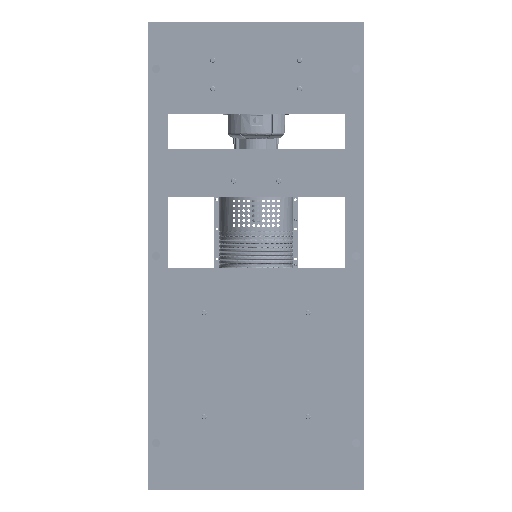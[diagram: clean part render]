
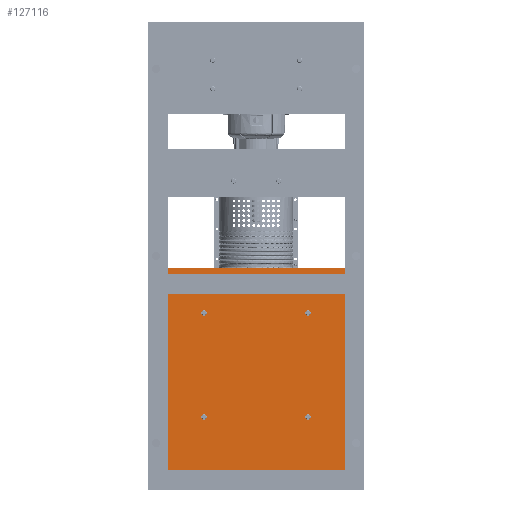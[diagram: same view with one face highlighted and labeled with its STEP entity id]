
A CAD part, front view. The second image highlights one B-rep face of the part: STEP entity #127116.
In plain terms, the highlighted planar face has unit normal (0, -1, 0).
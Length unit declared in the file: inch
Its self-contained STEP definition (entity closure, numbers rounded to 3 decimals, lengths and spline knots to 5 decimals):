
#436 = AXIS2_PLACEMENT_3D ( 'NONE', #159781, #329057, #72331 ) ;
#1328 = LINE ( 'NONE', #114831, #270524 ) ;
#3954 = EDGE_CURVE ( 'NONE', #156423, #273982, #234464, .T. ) ;
#6182 = DIRECTION ( 'NONE',  ( 0., -1., 0. ) ) ;
#7616 = VERTEX_POINT ( 'NONE', #29633 ) ;
#9349 = VERTEX_POINT ( 'NONE', #129452 ) ;
#15136 = CIRCLE ( 'NONE', #223135, 0.265 ) ;
#18073 = DIRECTION ( 'NONE',  ( 0., 0., 1. ) ) ;
#21334 = CARTESIAN_POINT ( 'NONE',  ( -3.82324, 0., -5. ) ) ;
#29633 = CARTESIAN_POINT ( 'NONE',  ( -10.5, 0., -10.04 ) ) ;
#37444 = CARTESIAN_POINT ( 'NONE',  ( 5.91176, 0., 5. ) ) ;
#38768 = DIRECTION ( 'NONE',  ( 0., 0., -1. ) ) ;
#48037 = PLANE ( 'NONE',  #436 ) ;
#49491 = CIRCLE ( 'NONE', #251651, 0.265 ) ;
#57272 = VERTEX_POINT ( 'NONE', #143630 ) ;
#58005 = AXIS2_PLACEMENT_3D ( 'NONE', #82176, #251466, #229105 ) ;
#58739 = EDGE_CURVE ( 'NONE', #273982, #156423, #49491, .T. ) ;
#63651 = EDGE_CURVE ( 'NONE', #9349, #316499, #1328, .T. ) ;
#65319 = CARTESIAN_POINT ( 'NONE',  ( -3.55824, 0., -5. ) ) ;
#65550 = DIRECTION ( 'NONE',  ( 0., -1., 0. ) ) ;
#70299 = LINE ( 'NONE', #325207, #176222 ) ;
#72331 = DIRECTION ( 'NONE',  ( 0., 0., 1. ) ) ;
#76103 = CIRCLE ( 'NONE', #58005, 0.265 ) ;
#78447 = EDGE_LOOP ( 'NONE', ( #93954, #325054 ) ) ;
#79144 = DIRECTION ( 'NONE',  ( 0., -1., 0. ) ) ;
#82176 = CARTESIAN_POINT ( 'NONE',  ( 6.17676, 0., 5. ) ) ;
#82530 = EDGE_CURVE ( 'NONE', #321197, #98564, #114858, .T. ) ;
#85444 = CIRCLE ( 'NONE', #204176, 0.265 ) ;
#86027 = VECTOR ( 'NONE', #18073, 39.37008 ) ;
#93954 = ORIENTED_EDGE ( 'NONE', *, *, #243331, .F. ) ;
#94262 = DIRECTION ( 'NONE',  ( 0., 0., 1. ) ) ;
#97299 = ORIENTED_EDGE ( 'NONE', *, *, #105600, .F. ) ;
#97984 = CARTESIAN_POINT ( 'NONE',  ( 5.91176, 0., -5. ) ) ;
#98564 = VERTEX_POINT ( 'NONE', #152540 ) ;
#105600 = EDGE_CURVE ( 'NONE', #118262, #265878, #15136, .T. ) ;
#114202 = DIRECTION ( 'NONE',  ( 0., 0., 1. ) ) ;
#114831 = CARTESIAN_POINT ( 'NONE',  ( -10.5, 0., 10.04 ) ) ;
#114858 = CIRCLE ( 'NONE', #209925, 0.265 ) ;
#118262 = VERTEX_POINT ( 'NONE', #138645 ) ;
#121582 = AXIS2_PLACEMENT_3D ( 'NONE', #307959, #79144, #304318 ) ;
#124583 = EDGE_CURVE ( 'NONE', #98564, #321197, #368331, .T. ) ;
#126727 = ORIENTED_EDGE ( 'NONE', *, *, #58739, .F. ) ;
#127116 = ADVANCED_FACE ( 'NONE', ( #185851, #191346, #356971, #304844, #221084 ), #48037, .F. ) ;
#129452 = CARTESIAN_POINT ( 'NONE',  ( -10.5, 0., 10.04 ) ) ;
#137212 = CARTESIAN_POINT ( 'NONE',  ( 6.44176, 0., 5. ) ) ;
#138645 = CARTESIAN_POINT ( 'NONE',  ( -4.08824, 0., -5. ) ) ;
#143158 = EDGE_CURVE ( 'NONE', #316499, #57272, #236057, .T. ) ;
#143630 = CARTESIAN_POINT ( 'NONE',  ( 10.5, 0., -10.04 ) ) ;
#149399 = ORIENTED_EDGE ( 'NONE', *, *, #124583, .F. ) ;
#150643 = EDGE_LOOP ( 'NONE', ( #340502, #282540, #304591, #332916 ) ) ;
#152540 = CARTESIAN_POINT ( 'NONE',  ( -3.55824, 0., 5. ) ) ;
#153730 = VERTEX_POINT ( 'NONE', #37444 ) ;
#156423 = VERTEX_POINT ( 'NONE', #97984 ) ;
#159781 = CARTESIAN_POINT ( 'NONE',  ( 0., 0., 0. ) ) ;
#163991 = CARTESIAN_POINT ( 'NONE',  ( -3.82324, 0., 5. ) ) ;
#176222 = VECTOR ( 'NONE', #256115, 39.37008 ) ;
#185851 = FACE_BOUND ( 'NONE', #307714, .T. ) ;
#191346 = FACE_BOUND ( 'NONE', #342497, .T. ) ;
#204176 = AXIS2_PLACEMENT_3D ( 'NONE', #231372, #6182, #114202 ) ;
#207488 = DIRECTION ( 'NONE',  ( 0., 0., 1. ) ) ;
#208124 = CARTESIAN_POINT ( 'NONE',  ( 10.5, 0., -10.04 ) ) ;
#209925 = AXIS2_PLACEMENT_3D ( 'NONE', #322804, #259656, #207488 ) ;
#210378 = CIRCLE ( 'NONE', #293517, 0.265 ) ;
#210632 = CARTESIAN_POINT ( 'NONE',  ( -3.82324, 0., -5. ) ) ;
#221084 = FACE_OUTER_BOUND ( 'NONE', #150643, .T. ) ;
#223135 = AXIS2_PLACEMENT_3D ( 'NONE', #210632, #65550, #322317 ) ;
#228347 = DIRECTION ( 'NONE',  ( 1., 0., 0. ) ) ;
#229105 = DIRECTION ( 'NONE',  ( 0., 0., 1. ) ) ;
#231119 = EDGE_CURVE ( 'NONE', #7616, #9349, #310067, .T. ) ;
#231372 = CARTESIAN_POINT ( 'NONE',  ( 6.17676, 0., 5. ) ) ;
#232902 = CARTESIAN_POINT ( 'NONE',  ( 6.44176, 0., -5. ) ) ;
#234464 = CIRCLE ( 'NONE', #121582, 0.265 ) ;
#236057 = LINE ( 'NONE', #208124, #315383 ) ;
#243331 = EDGE_CURVE ( 'NONE', #153730, #308341, #76103, .T. ) ;
#248313 = DIRECTION ( 'NONE',  ( 0., -1., 0. ) ) ;
#248703 = ORIENTED_EDGE ( 'NONE', *, *, #333288, .F. ) ;
#251466 = DIRECTION ( 'NONE',  ( 0., -1., 0. ) ) ;
#251651 = AXIS2_PLACEMENT_3D ( 'NONE', #349112, #321253, #94262 ) ;
#256115 = DIRECTION ( 'NONE',  ( -1., 0., 0. ) ) ;
#259656 = DIRECTION ( 'NONE',  ( 0., -1., 0. ) ) ;
#265345 = EDGE_CURVE ( 'NONE', #57272, #7616, #70299, .T. ) ;
#265878 = VERTEX_POINT ( 'NONE', #65319 ) ;
#270524 = VECTOR ( 'NONE', #228347, 39.37008 ) ;
#272980 = CARTESIAN_POINT ( 'NONE',  ( -10.5, 0., -10.04 ) ) ;
#273982 = VERTEX_POINT ( 'NONE', #232902 ) ;
#282540 = ORIENTED_EDGE ( 'NONE', *, *, #63651, .F. ) ;
#284321 = ORIENTED_EDGE ( 'NONE', *, *, #3954, .F. ) ;
#290949 = CARTESIAN_POINT ( 'NONE',  ( 10.5, 0., 10.04 ) ) ;
#293517 = AXIS2_PLACEMENT_3D ( 'NONE', #21334, #248313, #361802 ) ;
#300817 = EDGE_LOOP ( 'NONE', ( #334596, #149399 ) ) ;
#303566 = DIRECTION ( 'NONE',  ( 0., 0., 1. ) ) ;
#304318 = DIRECTION ( 'NONE',  ( 0., 0., 1. ) ) ;
#304591 = ORIENTED_EDGE ( 'NONE', *, *, #231119, .F. ) ;
#304844 = FACE_BOUND ( 'NONE', #78447, .T. ) ;
#307714 = EDGE_LOOP ( 'NONE', ( #284321, #126727 ) ) ;
#307959 = CARTESIAN_POINT ( 'NONE',  ( 6.17676, 0., -5. ) ) ;
#308341 = VERTEX_POINT ( 'NONE', #137212 ) ;
#310067 = LINE ( 'NONE', #272980, #86027 ) ;
#315383 = VECTOR ( 'NONE', #38768, 39.37008 ) ;
#316499 = VERTEX_POINT ( 'NONE', #290949 ) ;
#321197 = VERTEX_POINT ( 'NONE', #330524 ) ;
#321253 = DIRECTION ( 'NONE',  ( 0., -1., 0. ) ) ;
#322317 = DIRECTION ( 'NONE',  ( 0., 0., 1. ) ) ;
#322804 = CARTESIAN_POINT ( 'NONE',  ( -3.82324, 0., 5. ) ) ;
#323551 = EDGE_CURVE ( 'NONE', #308341, #153730, #85444, .T. ) ;
#325054 = ORIENTED_EDGE ( 'NONE', *, *, #323551, .F. ) ;
#325207 = CARTESIAN_POINT ( 'NONE',  ( -10.5, 0., -10.04 ) ) ;
#329057 = DIRECTION ( 'NONE',  ( 0., 1., 0. ) ) ;
#330524 = CARTESIAN_POINT ( 'NONE',  ( -4.08824, 0., 5. ) ) ;
#332916 = ORIENTED_EDGE ( 'NONE', *, *, #265345, .F. ) ;
#333288 = EDGE_CURVE ( 'NONE', #265878, #118262, #210378, .T. ) ;
#334596 = ORIENTED_EDGE ( 'NONE', *, *, #82530, .F. ) ;
#336907 = DIRECTION ( 'NONE',  ( 0., -1., 0. ) ) ;
#340502 = ORIENTED_EDGE ( 'NONE', *, *, #143158, .F. ) ;
#342497 = EDGE_LOOP ( 'NONE', ( #97299, #248703 ) ) ;
#349112 = CARTESIAN_POINT ( 'NONE',  ( 6.17676, 0., -5. ) ) ;
#356971 = FACE_BOUND ( 'NONE', #300817, .T. ) ;
#361802 = DIRECTION ( 'NONE',  ( 0., 0., 1. ) ) ;
#362480 = AXIS2_PLACEMENT_3D ( 'NONE', #163991, #336907, #303566 ) ;
#368331 = CIRCLE ( 'NONE', #362480, 0.265 ) ;
